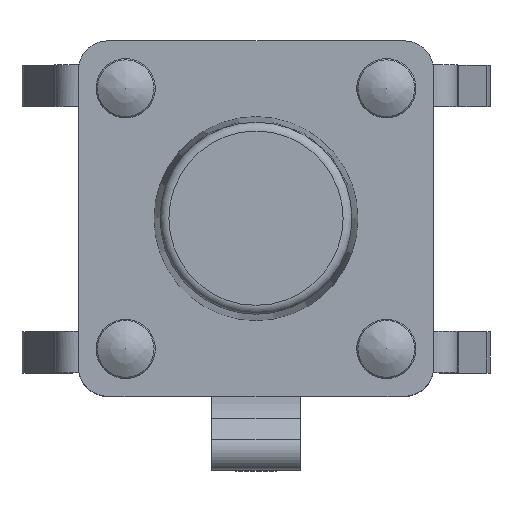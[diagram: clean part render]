
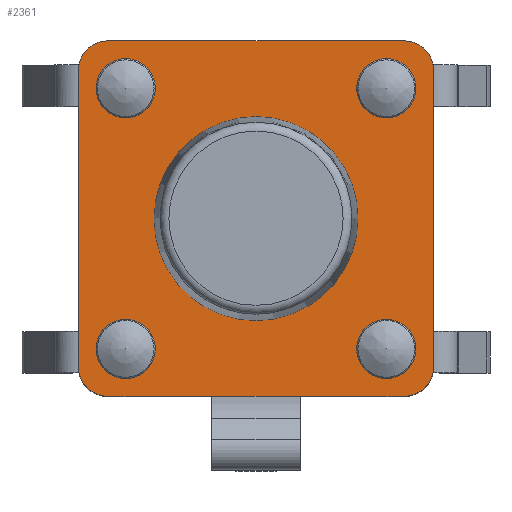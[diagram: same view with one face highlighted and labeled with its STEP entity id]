
A CAD part, top view. The second image highlights one B-rep face of the part: STEP entity #2361.
In plain terms, the highlighted planar face has unit normal (0, 0, 1).
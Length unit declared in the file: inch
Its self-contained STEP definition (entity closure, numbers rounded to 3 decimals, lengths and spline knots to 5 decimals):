
#16=FACE_BOUND('',#318,.T.);
#17=FACE_BOUND('',#319,.T.);
#18=FACE_BOUND('',#320,.T.);
#19=FACE_BOUND('',#321,.T.);
#20=FACE_BOUND('',#322,.T.);
#188=FACE_OUTER_BOUND('',#317,.T.);
#317=EDGE_LOOP('',(#2058,#2059,#2060,#2061,#2062,#2063,#2064,#2065,#2066,
#2067));
#318=EDGE_LOOP('',(#2068));
#319=EDGE_LOOP('',(#2069));
#320=EDGE_LOOP('',(#2070));
#321=EDGE_LOOP('',(#2071));
#322=EDGE_LOOP('',(#2072));
#350=CIRCLE('',#2411,0.01969);
#351=CIRCLE('',#2414,0.01969);
#352=CIRCLE('',#2417,0.01969);
#353=CIRCLE('',#2419,0.01969);
#359=CIRCLE('',#2427,0.01969);
#365=CIRCLE('',#2435,0.01969);
#370=CIRCLE('',#2442,0.01969);
#375=CIRCLE('',#2449,0.01969);
#440=CIRCLE('',#2601,0.06778);
#648=LINE('',#4066,#879);
#649=LINE('',#4067,#880);
#650=LINE('',#4068,#881);
#651=LINE('',#4069,#882);
#652=LINE('',#4070,#883);
#653=LINE('',#4071,#884);
#879=VECTOR('',#3226,0.3937);
#880=VECTOR('',#3227,0.3937);
#881=VECTOR('',#3228,0.3937);
#882=VECTOR('',#3229,0.3937);
#883=VECTOR('',#3230,0.3937);
#884=VECTOR('',#3231,0.3937);
#929=VERTEX_POINT('',#3372);
#930=VERTEX_POINT('',#3374);
#940=VERTEX_POINT('',#3399);
#941=VERTEX_POINT('',#3401);
#956=VERTEX_POINT('',#3449);
#957=VERTEX_POINT('',#3451);
#960=VERTEX_POINT('',#3459);
#961=VERTEX_POINT('',#3461);
#968=VERTEX_POINT('',#3513);
#973=VERTEX_POINT('',#3554);
#977=VERTEX_POINT('',#3593);
#981=VERTEX_POINT('',#3632);
#1112=VERTEX_POINT('',#4064);
#1113=VERTEX_POINT('',#4065);
#1114=VERTEX_POINT('',#4072);
#1155=EDGE_CURVE('',#929,#930,#350,.T.);
#1169=EDGE_CURVE('',#940,#941,#351,.T.);
#1189=EDGE_CURVE('',#956,#957,#352,.T.);
#1194=EDGE_CURVE('',#960,#961,#353,.T.);
#1204=EDGE_CURVE('',#968,#968,#359,.T.);
#1212=EDGE_CURVE('',#973,#973,#365,.T.);
#1218=EDGE_CURVE('',#977,#977,#370,.T.);
#1223=EDGE_CURVE('',#981,#981,#375,.T.);
#1437=EDGE_CURVE('',#1112,#1113,#648,.T.);
#1438=EDGE_CURVE('',#957,#1112,#649,.T.);
#1439=EDGE_CURVE('',#941,#956,#650,.T.);
#1440=EDGE_CURVE('',#930,#940,#651,.T.);
#1441=EDGE_CURVE('',#961,#929,#652,.T.);
#1442=EDGE_CURVE('',#1113,#960,#653,.T.);
#1443=EDGE_CURVE('',#1114,#1114,#440,.T.);
#2058=ORIENTED_EDGE('',*,*,#1437,.F.);
#2059=ORIENTED_EDGE('',*,*,#1438,.F.);
#2060=ORIENTED_EDGE('',*,*,#1189,.F.);
#2061=ORIENTED_EDGE('',*,*,#1439,.F.);
#2062=ORIENTED_EDGE('',*,*,#1169,.F.);
#2063=ORIENTED_EDGE('',*,*,#1440,.F.);
#2064=ORIENTED_EDGE('',*,*,#1155,.F.);
#2065=ORIENTED_EDGE('',*,*,#1441,.F.);
#2066=ORIENTED_EDGE('',*,*,#1194,.F.);
#2067=ORIENTED_EDGE('',*,*,#1442,.F.);
#2068=ORIENTED_EDGE('',*,*,#1204,.T.);
#2069=ORIENTED_EDGE('',*,*,#1212,.T.);
#2070=ORIENTED_EDGE('',*,*,#1218,.T.);
#2071=ORIENTED_EDGE('',*,*,#1223,.T.);
#2072=ORIENTED_EDGE('',*,*,#1443,.F.);
#2239=PLANE('',#2600);
#2361=ADVANCED_FACE('',(#188,#16,#17,#18,#19,#20),#2239,.T.);
#2411=AXIS2_PLACEMENT_3D('',#3375,#2660,#2661);
#2414=AXIS2_PLACEMENT_3D('',#3402,#2679,#2680);
#2417=AXIS2_PLACEMENT_3D('',#3452,#2700,#2701);
#2419=AXIS2_PLACEMENT_3D('',#3462,#2708,#2709);
#2427=AXIS2_PLACEMENT_3D('',#3514,#2726,#2727);
#2435=AXIS2_PLACEMENT_3D('',#3556,#2744,#2745);
#2442=AXIS2_PLACEMENT_3D('',#3595,#2759,#2760);
#2449=AXIS2_PLACEMENT_3D('',#3633,#2773,#2774);
#2600=AXIS2_PLACEMENT_3D('',#4063,#3224,#3225);
#2601=AXIS2_PLACEMENT_3D('',#4073,#3232,#3233);
#2660=DIRECTION('center_axis',(0.,0.,
-1.));
#2661=DIRECTION('ref_axis',(-0.707,0.707,0.));
#2679=DIRECTION('center_axis',(0.,0.,
-1.));
#2680=DIRECTION('ref_axis',(0.707,0.707,0.));
#2700=DIRECTION('center_axis',(0.,0.,
-1.));
#2701=DIRECTION('ref_axis',(0.707,-0.707,0.));
#2708=DIRECTION('center_axis',(0.,0.,
-1.));
#2709=DIRECTION('ref_axis',(-0.707,-0.707,0.));
#2726=DIRECTION('center_axis',(0.,0.,
-1.));
#2727=DIRECTION('ref_axis',(1.,0.,0.));
#2744=DIRECTION('center_axis',(0.,0.,
-1.));
#2745=DIRECTION('ref_axis',(-1.,0.,0.));
#2759=DIRECTION('center_axis',(0.,0.,
-1.));
#2760=DIRECTION('ref_axis',(1.,0.,0.));
#2773=DIRECTION('center_axis',(0.,0.,
-1.));
#2774=DIRECTION('ref_axis',(-1.,0.,0.));
#3224=DIRECTION('center_axis',(0.,0.,
1.));
#3225=DIRECTION('ref_axis',(0.,-1.,0.));
#3226=DIRECTION('',(-1.,0.,0.));
#3227=DIRECTION('',(-1.,0.,0.));
#3228=DIRECTION('',(0.,-1.,0.));
#3229=DIRECTION('',(1.,0.,0.));
#3230=DIRECTION('',(0.,1.,0.));
#3231=DIRECTION('',(-1.,0.,0.));
#3232=DIRECTION('center_axis',(0.,0.,
1.));
#3233=DIRECTION('ref_axis',(1.,0.,0.));
#3372=CARTESIAN_POINT('',(-0.11811,0.09843,0.12677));
#3374=CARTESIAN_POINT('',(-0.09843,0.11811,0.12677));
#3375=CARTESIAN_POINT('Origin',(-0.09843,0.09843,
0.12677));
#3399=CARTESIAN_POINT('',(0.09843,0.11811,0.12677));
#3401=CARTESIAN_POINT('',(0.11811,0.09843,0.12677));
#3402=CARTESIAN_POINT('Origin',(0.09843,0.09843,0.12677));
#3449=CARTESIAN_POINT('',(0.11811,-0.09843,0.12677));
#3451=CARTESIAN_POINT('',(0.09843,-0.11811,0.12677));
#3452=CARTESIAN_POINT('Origin',(0.09843,-0.09843,
0.12677));
#3459=CARTESIAN_POINT('',(-0.09843,-0.11811,0.12677));
#3461=CARTESIAN_POINT('',(-0.11811,-0.09843,0.12677));
#3462=CARTESIAN_POINT('Origin',(-0.09843,-0.09843,
0.12677));
#3513=CARTESIAN_POINT('',(-0.1063,-0.08661,0.12677));
#3514=CARTESIAN_POINT('Origin',(-0.08661,-0.08661,
0.12677));
#3554=CARTESIAN_POINT('',(0.1063,-0.08661,0.12677));
#3556=CARTESIAN_POINT('Origin',(0.08661,-0.08661,
0.12677));
#3593=CARTESIAN_POINT('',(-0.1063,0.08661,0.12677));
#3595=CARTESIAN_POINT('Origin',(-0.08661,0.08661,
0.12677));
#3632=CARTESIAN_POINT('',(0.1063,0.08661,0.12677));
#3633=CARTESIAN_POINT('Origin',(0.08661,0.08661,0.12677));
#4063=CARTESIAN_POINT('Origin',(0.,-0.14173,
0.12677));
#4064=CARTESIAN_POINT('',(0.02953,-0.11811,0.12677));
#4065=CARTESIAN_POINT('',(-0.02953,-0.11811,0.12677));
#4066=CARTESIAN_POINT('',(0.,-0.11811,0.12677));
#4067=CARTESIAN_POINT('',(-0.11811,-0.11811,0.12677));
#4068=CARTESIAN_POINT('',(0.11811,-0.11811,0.12677));
#4069=CARTESIAN_POINT('',(0.11811,0.11811,0.12677));
#4070=CARTESIAN_POINT('',(-0.11811,0.11811,0.12677));
#4071=CARTESIAN_POINT('',(-0.11811,-0.11811,0.12677));
#4072=CARTESIAN_POINT('',(-0.06778,0.,0.12677));
#4073=CARTESIAN_POINT('Origin',(0.,0.,
0.12677));
